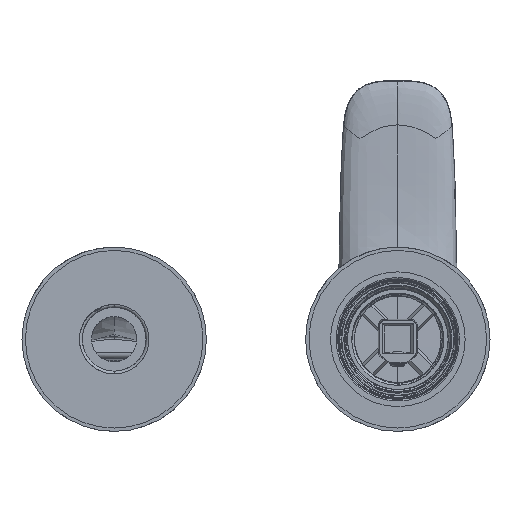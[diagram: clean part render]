
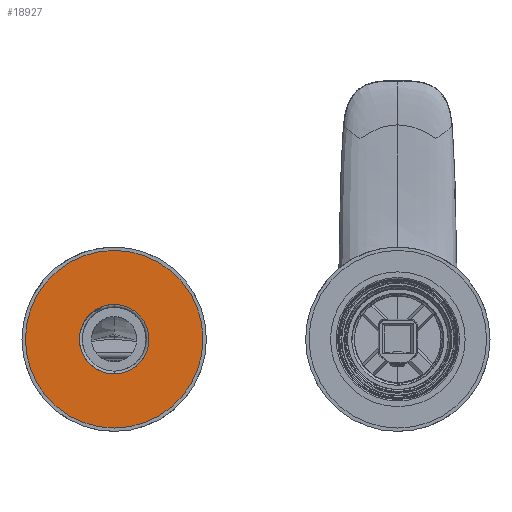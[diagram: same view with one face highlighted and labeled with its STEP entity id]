
A CAD part, front view. The second image highlights one B-rep face of the part: STEP entity #18927.
In plain terms, the highlighted planar face has unit normal (0, -1, 0).
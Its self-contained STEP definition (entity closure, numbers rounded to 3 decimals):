
#18685=CARTESIAN_POINT('',(0.,3.8,0.));
#18686=DIRECTION('',(0.,1.,0.));
#18687=DIRECTION('',(-1.,0.,0.));
#18688=AXIS2_PLACEMENT_3D('',#18685,#18686,#18687);
#18690=CARTESIAN_POINT('',(0.,3.8,0.));
#18691=DIRECTION('',(0.,1.,0.));
#18692=DIRECTION('',(1.,0.,0.));
#18693=AXIS2_PLACEMENT_3D('',#18690,#18691,#18692);
#18695=CARTESIAN_POINT('',(0.,3.8,0.));
#18696=DIRECTION('',(0.,-1.,0.));
#18697=DIRECTION('',(-1.,0.,0.));
#18698=AXIS2_PLACEMENT_3D('',#18695,#18696,#18697);
#18700=CARTESIAN_POINT('',(0.,3.8,0.));
#18701=DIRECTION('',(0.,-1.,0.));
#18702=DIRECTION('',(1.,0.,0.));
#18703=AXIS2_PLACEMENT_3D('',#18700,#18701,#18702);
#18845=CARTESIAN_POINT('',(-12.25,3.8,0.));
#18846=CARTESIAN_POINT('',(12.25,3.8,0.));
#18847=VERTEX_POINT('',#18845);
#18848=VERTEX_POINT('',#18846);
#18855=CARTESIAN_POINT('',(-31.3,3.8,0.));
#18856=CARTESIAN_POINT('',(31.3,3.8,0.));
#18857=VERTEX_POINT('',#18855);
#18858=VERTEX_POINT('',#18856);
#18911=CARTESIAN_POINT('',(0.,3.8,0.));
#18912=DIRECTION('',(0.,-1.,0.));
#18913=DIRECTION('',(-1.,0.,0.));
#18914=AXIS2_PLACEMENT_3D('',#18911,#18912,#18913);
#18915=PLANE('',#18914);
#18917=ORIENTED_EDGE('',*,*,#18916,.T.);
#18919=ORIENTED_EDGE('',*,*,#18918,.T.);
#18920=EDGE_LOOP('',(#18917,#18919));
#18921=FACE_OUTER_BOUND('',#18920,.F.);
#18922=ORIENTED_EDGE('',*,*,#18898,.T.);
#18924=ORIENTED_EDGE('',*,*,#18923,.T.);
#18925=EDGE_LOOP('',(#18922,#18924));
#18926=FACE_BOUND('',#18925,.F.);
#18689=CIRCLE('',#18688,31.3);
#18694=CIRCLE('',#18693,31.3);
#18699=CIRCLE('',#18698,12.25);
#18704=CIRCLE('',#18703,12.25);
#18898=EDGE_CURVE('',#18847,#18848,#18699,.T.);
#18916=EDGE_CURVE('',#18857,#18858,#18689,.T.);
#18918=EDGE_CURVE('',#18858,#18857,#18694,.T.);
#18923=EDGE_CURVE('',#18848,#18847,#18704,.T.);
#18927=ADVANCED_FACE('',(#18921,#18926),#18915,.T.);
